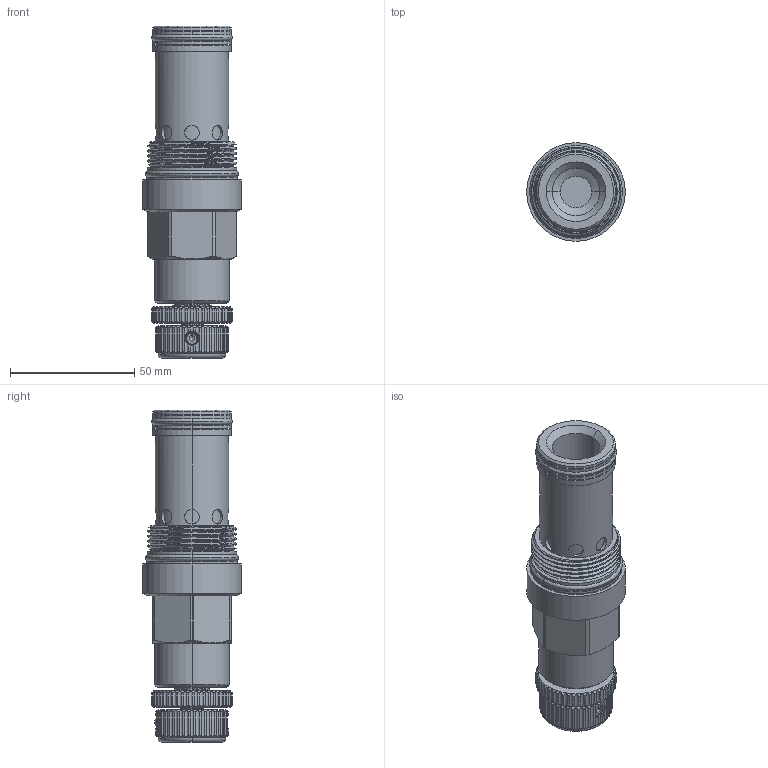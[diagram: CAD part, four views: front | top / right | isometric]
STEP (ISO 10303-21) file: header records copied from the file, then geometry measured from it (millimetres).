
FILE_DESCRIPTION (( 'STEP AP203' ), '1' );
FILE_NAME ('NV16A20-K.STEP', '2020-03-19T06:56:13', ( '' ), ( '' ), 'SwSTEP 2.0', 'SolidWorks 2018', '' );
FILE_SCHEMA (( 'CONFIG_CONTROL_DESIGN' ));
Length unit declared in the file: millimetre
Products named in the file (1): NV16A20-K
Bounding box: 39.67 x 39.67 x 133.45 mm (x, y, z)
Volume: 93727.7 mm3; surface area: 28417 mm2
Topology: 8 solids, 8 shells, 824 faces, 2283 edges, 1463 vertices
Faces by surface type: cylinder 409, plane 205, torus 80, cone 71, bspline 57, sphere 2
Entity records: 56316 total; most frequent: CARTESIAN_POINT 36798, ORIENTED_EDGE 4512, DIRECTION 3566, EDGE_CURVE 2256, VERTEX_POINT 1460, AXIS2_PLACEMENT_3D 1378, EDGE_LOOP 874, ADVANCED_FACE 824
